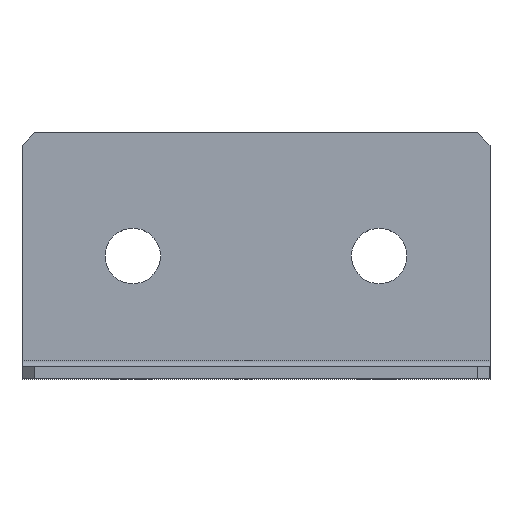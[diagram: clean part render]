
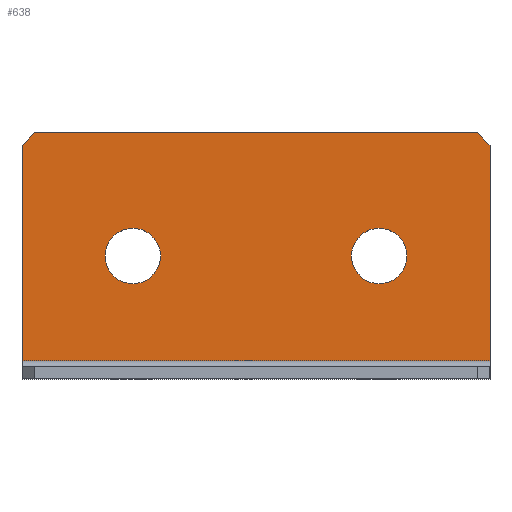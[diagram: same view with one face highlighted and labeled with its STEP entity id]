
A CAD part, top view. The second image highlights one B-rep face of the part: STEP entity #638.
In plain terms, the highlighted planar face has unit normal (0, 0, 1).
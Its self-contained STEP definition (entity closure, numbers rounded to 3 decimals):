
#2 = VECTOR ( 'NONE', #604, 1000. ) ;
#10 = DIRECTION ( 'NONE',  ( -1., 0., 0. ) ) ;
#22 = CARTESIAN_POINT ( 'NONE',  ( -38., 0., 2. ) ) ;
#44 = CIRCLE ( 'NONE', #537, 4.5 ) ;
#97 = DIRECTION ( 'NONE',  ( 1., 0., 0. ) ) ;
#101 = EDGE_CURVE ( 'NONE', #221, #614, #249, .T. ) ;
#109 = VECTOR ( 'NONE', #456, 1000. ) ;
#111 = VERTEX_POINT ( 'NONE', #318 ) ;
#117 = CARTESIAN_POINT ( 'NONE',  ( 20., 20., 2. ) ) ;
#126 = DIRECTION ( 'NONE',  ( 1., 0., 0. ) ) ;
#151 = CARTESIAN_POINT ( 'NONE',  ( 38., 38., 2. ) ) ;
#154 = EDGE_CURVE ( 'NONE', #430, #221, #284, .T. ) ;
#155 = CARTESIAN_POINT ( 'NONE',  ( -20., 20., 2. ) ) ;
#170 = CARTESIAN_POINT ( 'NONE',  ( 38., 3., 2. ) ) ;
#173 = ORIENTED_EDGE ( 'NONE', *, *, #259, .F. ) ;
#176 = DIRECTION ( 'NONE',  ( 1., 0., 0. ) ) ;
#188 = VERTEX_POINT ( 'NONE', #475 ) ;
#221 = VERTEX_POINT ( 'NONE', #527 ) ;
#222 = DIRECTION ( 'NONE',  ( -1., 0., 0. ) ) ;
#229 = EDGE_LOOP ( 'NONE', ( #294, #746, #662, #449, #277, #697 ) ) ;
#247 = EDGE_CURVE ( 'NONE', #188, #800, #720, .T. ) ;
#249 = LINE ( 'NONE', #22, #618 ) ;
#254 = CARTESIAN_POINT ( 'NONE',  ( 36., 40., 2. ) ) ;
#259 = EDGE_CURVE ( 'NONE', #621, #417, #801, .T. ) ;
#261 = FACE_BOUND ( 'NONE', #314, .T. ) ;
#277 = ORIENTED_EDGE ( 'NONE', *, *, #101, .T. ) ;
#284 = LINE ( 'NONE', #674, #2 ) ;
#294 = ORIENTED_EDGE ( 'NONE', *, *, #644, .T. ) ;
#304 = ORIENTED_EDGE ( 'NONE', *, *, #396, .F. ) ;
#309 = ORIENTED_EDGE ( 'NONE', *, *, #495, .F. ) ;
#311 = DIRECTION ( 'NONE',  ( 0., 0., 1. ) ) ;
#314 = EDGE_LOOP ( 'NONE', ( #173, #309 ) ) ;
#318 = CARTESIAN_POINT ( 'NONE',  ( 24.5, 20., 2. ) ) ;
#320 = FACE_BOUND ( 'NONE', #769, .T. ) ;
#325 = CARTESIAN_POINT ( 'NONE',  ( -38., 3., 2. ) ) ;
#327 = AXIS2_PLACEMENT_3D ( 'NONE', #515, #664, #391 ) ;
#372 = DIRECTION ( 'NONE',  ( 0., 0., 1. ) ) ;
#379 = AXIS2_PLACEMENT_3D ( 'NONE', #155, #665, #97 ) ;
#391 = DIRECTION ( 'NONE',  ( -1., 0., 0. ) ) ;
#396 = EDGE_CURVE ( 'NONE', #111, #553, #799, .T. ) ;
#398 = DIRECTION ( 'NONE',  ( -0.707, 0.707, 0. ) ) ;
#405 = EDGE_CURVE ( 'NONE', #553, #111, #535, .T. ) ;
#417 = VERTEX_POINT ( 'NONE', #759 ) ;
#428 = AXIS2_PLACEMENT_3D ( 'NONE', #550, #695, #745 ) ;
#430 = VERTEX_POINT ( 'NONE', #501 ) ;
#449 = ORIENTED_EDGE ( 'NONE', *, *, #154, .T. ) ;
#451 = PLANE ( 'NONE',  #327 ) ;
#456 = DIRECTION ( 'NONE',  ( 0., 1., 0. ) ) ;
#461 = LINE ( 'NONE', #771, #109 ) ;
#475 = CARTESIAN_POINT ( 'NONE',  ( 38., 38., 2. ) ) ;
#495 = EDGE_CURVE ( 'NONE', #417, #621, #44, .T. ) ;
#501 = CARTESIAN_POINT ( 'NONE',  ( -36., 40., 2. ) ) ;
#506 = CARTESIAN_POINT ( 'NONE',  ( -38., 40., 2. ) ) ;
#515 = CARTESIAN_POINT ( 'NONE',  ( 0., 0., 2. ) ) ;
#522 = FACE_OUTER_BOUND ( 'NONE', #229, .T. ) ;
#527 = CARTESIAN_POINT ( 'NONE',  ( -38., 38., 2. ) ) ;
#535 = CIRCLE ( 'NONE', #727, 4.5 ) ;
#537 = AXIS2_PLACEMENT_3D ( 'NONE', #742, #311, #126 ) ;
#550 = CARTESIAN_POINT ( 'NONE',  ( 20., 20., 2. ) ) ;
#553 = VERTEX_POINT ( 'NONE', #573 ) ;
#573 = CARTESIAN_POINT ( 'NONE',  ( 15.5, 20., 2. ) ) ;
#575 = ORIENTED_EDGE ( 'NONE', *, *, #405, .F. ) ;
#577 = VECTOR ( 'NONE', #398, 1000. ) ;
#583 = VECTOR ( 'NONE', #222, 1000. ) ;
#602 = LINE ( 'NONE', #788, #583 ) ;
#604 = DIRECTION ( 'NONE',  ( -0.707, -0.707, 0. ) ) ;
#614 = VERTEX_POINT ( 'NONE', #325 ) ;
#618 = VECTOR ( 'NONE', #643, 1000. ) ;
#621 = VERTEX_POINT ( 'NONE', #765 ) ;
#638 = ADVANCED_FACE ( 'NONE', ( #522, #320, #261 ), #451, .F. ) ;
#643 = DIRECTION ( 'NONE',  ( 0., -1., 0. ) ) ;
#644 = EDGE_CURVE ( 'NONE', #757, #188, #461, .T. ) ;
#656 = VECTOR ( 'NONE', #10, 1000. ) ;
#662 = ORIENTED_EDGE ( 'NONE', *, *, #803, .T. ) ;
#664 = DIRECTION ( 'NONE',  ( 0., 0., -1. ) ) ;
#665 = DIRECTION ( 'NONE',  ( 0., 0., 1. ) ) ;
#674 = CARTESIAN_POINT ( 'NONE',  ( -36., 40., 2. ) ) ;
#695 = DIRECTION ( 'NONE',  ( 0., 0., 1. ) ) ;
#697 = ORIENTED_EDGE ( 'NONE', *, *, #826, .F. ) ;
#703 = LINE ( 'NONE', #506, #656 ) ;
#720 = LINE ( 'NONE', #151, #577 ) ;
#727 = AXIS2_PLACEMENT_3D ( 'NONE', #117, #372, #176 ) ;
#742 = CARTESIAN_POINT ( 'NONE',  ( -20., 20., 2. ) ) ;
#745 = DIRECTION ( 'NONE',  ( 1., 0., 0. ) ) ;
#746 = ORIENTED_EDGE ( 'NONE', *, *, #247, .T. ) ;
#757 = VERTEX_POINT ( 'NONE', #170 ) ;
#759 = CARTESIAN_POINT ( 'NONE',  ( -24.5, 20., 2. ) ) ;
#765 = CARTESIAN_POINT ( 'NONE',  ( -15.5, 20., 2. ) ) ;
#769 = EDGE_LOOP ( 'NONE', ( #304, #575 ) ) ;
#771 = CARTESIAN_POINT ( 'NONE',  ( 38., 0., 2. ) ) ;
#788 = CARTESIAN_POINT ( 'NONE',  ( 38., 3., 2. ) ) ;
#799 = CIRCLE ( 'NONE', #428, 4.5 ) ;
#800 = VERTEX_POINT ( 'NONE', #254 ) ;
#801 = CIRCLE ( 'NONE', #379, 4.5 ) ;
#803 = EDGE_CURVE ( 'NONE', #800, #430, #703, .T. ) ;
#826 = EDGE_CURVE ( 'NONE', #757, #614, #602, .T. ) ;
